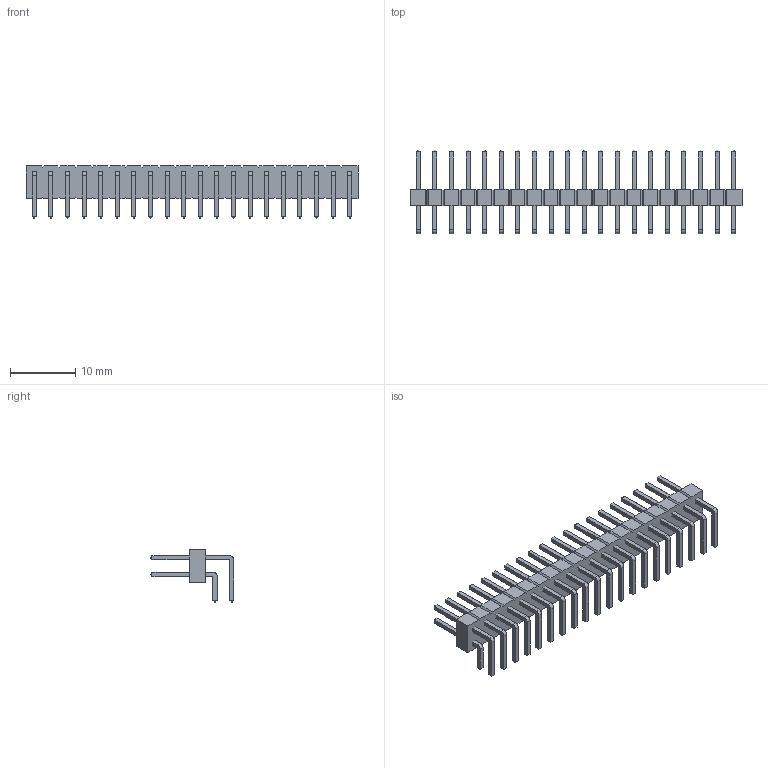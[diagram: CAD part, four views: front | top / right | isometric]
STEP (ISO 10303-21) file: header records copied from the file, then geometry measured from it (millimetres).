
FILE_DESCRIPTION(('FreeCAD Model'),'2;1');
FILE_NAME('15742620.1.1.stp','2022-01-27T20:20:15',( 'Author'),(''),'Open CASCADE STEP processor 6.9','FreeCAD','Unknown' );
FILE_SCHEMA(('AUTOMOTIVE_DESIGN { 1 0 10303 214 1 1 1 1 }'));
Length unit declared in the file: millimetre
Products named in the file (4): ASSEMBLY; Body; LeadsArray
Assembly tree (3 placements, depth 2):
  ASSEMBLY
    Body
    LeadsArray
    LeadsArray
Bounding box: 50.8 x 12.76 x 8 mm (x, y, z)
Volume: 893.6 mm3; surface area: 2500.5 mm2
Topology: 41 solids, 41 shells, 900 faces, 2096 edges, 1278 vertices
Faces by surface type: plane 820, cylinder 80
Entity records: 52374 total; most frequent: CARTESIAN_POINT 9178, DIRECTION 7948, LINE 5740, VECTOR 5740, ORIENTED_EDGE 4192, PCURVE 4192, DEFINITIONAL_REPRESENTATION 4192, EDGE_CURVE 2096
